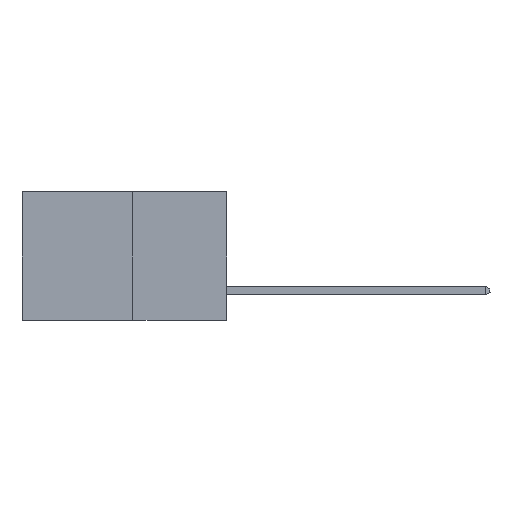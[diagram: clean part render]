
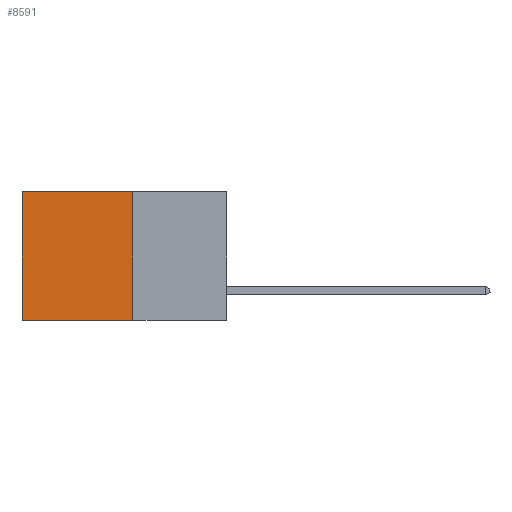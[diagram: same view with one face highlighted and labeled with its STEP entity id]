
A CAD part, left-side view. The second image highlights one B-rep face of the part: STEP entity #8591.
In plain terms, the highlighted planar face has unit normal (-1, 0, 0).
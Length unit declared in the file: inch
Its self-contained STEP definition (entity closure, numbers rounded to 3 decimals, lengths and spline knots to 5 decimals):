
#3 = CARTESIAN_POINT ( 'NONE',  ( 0.277, 0.59, -0.37 ) ) ;
#918 = VECTOR ( 'NONE', #8071, 39.37008 ) ;
#1063 = DIRECTION ( 'NONE',  ( 0., 0., -1. ) ) ;
#1784 = CARTESIAN_POINT ( 'NONE',  ( 0.277, 0.27, 0. ) ) ;
#2384 = VECTOR ( 'NONE', #1063, 39.37008 ) ;
#2815 = CARTESIAN_POINT ( 'NONE',  ( 0.277, 0.27, -0.37 ) ) ;
#2887 = CARTESIAN_POINT ( 'NONE',  ( 0.277, 0.27, 0. ) ) ;
#3605 = ORIENTED_EDGE ( 'NONE', *, *, #11309, .T. ) ;
#3844 = DIRECTION ( 'NONE',  ( 1., 0., 0. ) ) ;
#4298 = VERTEX_POINT ( 'NONE', #1784 ) ;
#4802 = FACE_OUTER_BOUND ( 'NONE', #9378, .T. ) ;
#5021 = DIRECTION ( 'NONE',  ( 0., 1., 0. ) ) ;
#5176 = ORIENTED_EDGE ( 'NONE', *, *, #9364, .F. ) ;
#5599 = CARTESIAN_POINT ( 'NONE',  ( 0.277, 0.59, -0.37 ) ) ;
#6019 = DIRECTION ( 'NONE',  ( 0., 0., -1. ) ) ;
#6467 = LINE ( 'NONE', #2887, #918 ) ;
#6724 = VECTOR ( 'NONE', #6019, 39.37008 ) ;
#7103 = CARTESIAN_POINT ( 'NONE',  ( 0.277, 0.27, -0.37 ) ) ;
#7315 = CARTESIAN_POINT ( 'NONE',  ( 0.277, 0.27, -0.37 ) ) ;
#8018 = AXIS2_PLACEMENT_3D ( 'NONE', #2815, #3844, #11011 ) ;
#8071 = DIRECTION ( 'NONE',  ( 0., 1., 0. ) ) ;
#8217 = ORIENTED_EDGE ( 'NONE', *, *, #12353, .T. ) ;
#8368 = CARTESIAN_POINT ( 'NONE',  ( 0.277, 0.59, 0. ) ) ;
#8591 = ADVANCED_FACE ( 'NONE', ( #4802 ), #9015, .F. ) ;
#9015 = PLANE ( 'NONE',  #8018 ) ;
#9073 = VERTEX_POINT ( 'NONE', #5599 ) ;
#9364 = EDGE_CURVE ( 'NONE', #4298, #11698, #11796, .T. ) ;
#9378 = EDGE_LOOP ( 'NONE', ( #8217, #12944, #5176, #3605 ) ) ;
#9662 = VECTOR ( 'NONE', #5021, 39.37008 ) ;
#10278 = LINE ( 'NONE', #7103, #9662 ) ;
#11011 = DIRECTION ( 'NONE',  ( 0., 0., -1. ) ) ;
#11309 = EDGE_CURVE ( 'NONE', #4298, #12394, #6467, .T. ) ;
#11698 = VERTEX_POINT ( 'NONE', #7315 ) ;
#11796 = LINE ( 'NONE', #13105, #6724 ) ;
#12353 = EDGE_CURVE ( 'NONE', #12394, #9073, #13227, .T. ) ;
#12394 = VERTEX_POINT ( 'NONE', #8368 ) ;
#12790 = EDGE_CURVE ( 'NONE', #11698, #9073, #10278, .T. ) ;
#12944 = ORIENTED_EDGE ( 'NONE', *, *, #12790, .F. ) ;
#13105 = CARTESIAN_POINT ( 'NONE',  ( 0.277, 0.27, -0.37 ) ) ;
#13227 = LINE ( 'NONE', #3, #2384 ) ;
